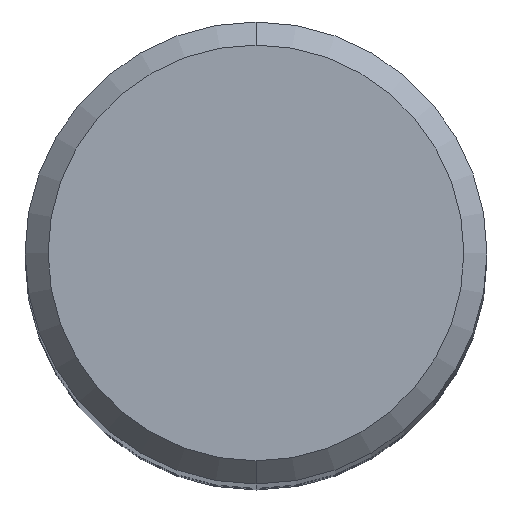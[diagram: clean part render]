
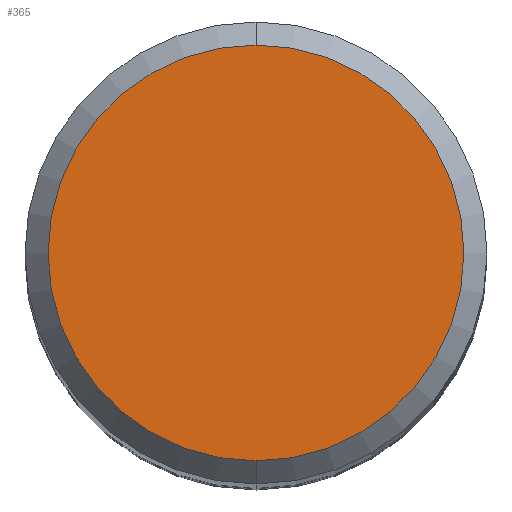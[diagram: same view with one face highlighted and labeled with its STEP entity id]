
A CAD part, top view. The second image highlights one B-rep face of the part: STEP entity #365.
In plain terms, the highlighted planar face has unit normal (0, 0, 1).
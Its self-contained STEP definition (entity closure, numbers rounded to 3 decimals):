
#177=VERTEX_POINT('',#480);
#263=VERTEX_POINT('',#576);
#365=ADVANCED_FACE('',(#686),#687,.T.);
#377=EDGE_CURVE('',#263,#177,#700,.T.);
#379=EDGE_CURVE('',#177,#263,#702,.T.);
#480=CARTESIAN_POINT('',(0.0,9.0,0.0));
#576=CARTESIAN_POINT('',(0.,-9.0,0.0));
#686=FACE_OUTER_BOUND('',#1422,.T.);
#687=PLANE('',#1423);
#700=CIRCLE('',#1439,9.0);
#702=CIRCLE('',#1442,9.0);
#1422=EDGE_LOOP('',(#1801,#1802));
#1423=AXIS2_PLACEMENT_3D('',#1803,#1804,#1805);
#1439=AXIS2_PLACEMENT_3D('',#1820,#1821,#1822);
#1442=AXIS2_PLACEMENT_3D('',#1823,#1824,#1825);
#1801=ORIENTED_EDGE('',*,*,#379,.F.);
#1802=ORIENTED_EDGE('',*,*,#377,.F.);
#1803=CARTESIAN_POINT('',(0.0,4.5,0.0));
#1804=DIRECTION('',(-0.0,0.0,1.0));
#1805=DIRECTION('',(0.0,-1.0,0.0));
#1820=CARTESIAN_POINT('',(0.0,0.0,0.0));
#1821=DIRECTION('',(0.0,0.0,-1.0));
#1822=DIRECTION('',(0.0,1.0,0.0));
#1823=CARTESIAN_POINT('',(0.0,0.0,0.0));
#1824=DIRECTION('',(0.0,0.0,-1.0));
#1825=DIRECTION('',(0.0,1.0,0.0));
